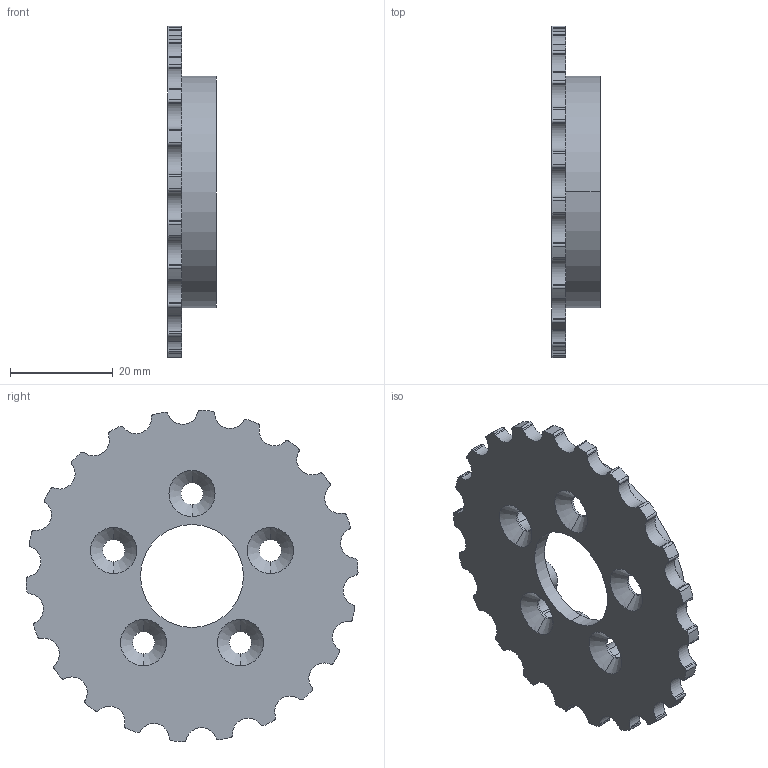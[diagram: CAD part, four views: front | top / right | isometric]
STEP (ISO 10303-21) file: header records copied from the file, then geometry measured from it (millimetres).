
FILE_DESCRIPTION (( 'STEP AP214' ), '1' );
FILE_NAME ('Clutch Plate Quote 3.STEP', '2025-09-05T04:58:21', ( '' ), ( '' ), 'SwSTEP 2.0', 'SolidWorks 2024', '' );
FILE_SCHEMA (( 'AUTOMOTIVE_DESIGN' ));
Length unit declared in the file: millimetre
Products named in the file (1): Clutch Plate Quote 3
Bounding box: 9.35 x 64.49 x 64.42 mm (x, y, z)
Volume: 10150.5 mm3; surface area: 8060.7 mm2
Topology: 1 solids, 1 shells, 224 faces, 650 edges, 430 vertices
Faces by surface type: cylinder 166, plane 48, cone 10
Entity records: 7603 total; most frequent: DIRECTION 1442, CARTESIAN_POINT 1305, ORIENTED_EDGE 1300, EDGE_CURVE 650, AXIS2_PLACEMENT_3D 567, VERTEX_POINT 430, CIRCLE 342, VECTOR 308
